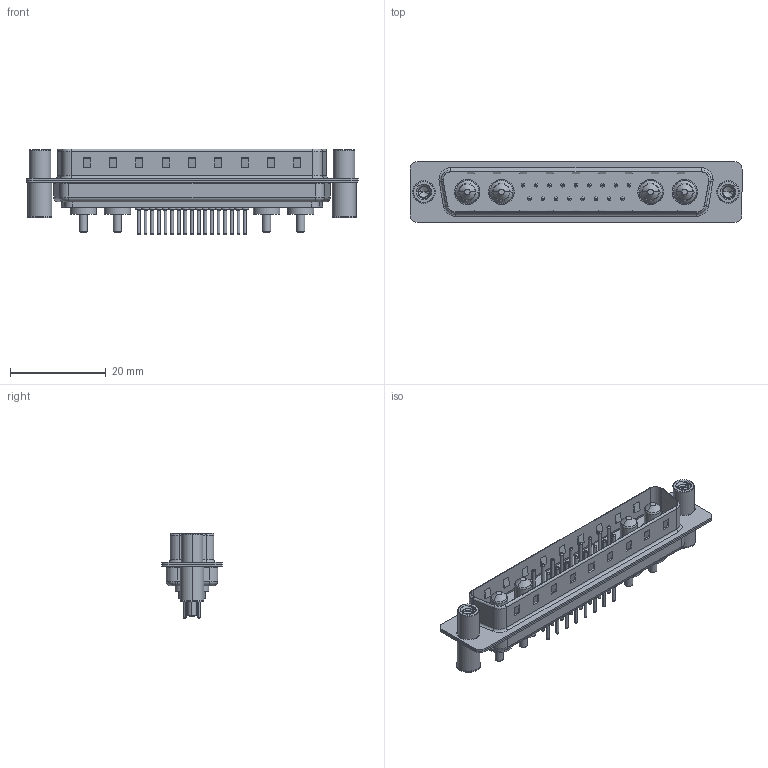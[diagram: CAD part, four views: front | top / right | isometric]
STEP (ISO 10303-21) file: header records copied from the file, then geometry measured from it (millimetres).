
FILE_DESCRIPTION (( 'STEP AP203' ), '1' );
FILE_NAME ('627-21W4624-1T4.STEP', '2019-05-30T18:41:01', ( '' ), ( '' ), 'SwSTEP 2.0', 'SolidWorks 2016', '' );
FILE_SCHEMA (( 'CONFIG_CONTROL_DESIGN' ));
Length unit declared in the file: millimetre
Products named in the file (8): 627Combo Housing_21W4; 627Combo Shell Rear_37 Contacts; 627Combo Shell Front_37 Contacts; 627Combo Threaded Standoff and Board Spacer_4; Power Pin_10A S; 627Combo Contact Row 1_24; 627Combo Contact Row 2_24; 627-21W4624-1T4
Assembly tree (26 placements, depth 2):
  627-21W4624-1T4
    627Combo Housing_21W4
    627Combo Shell Rear_37 Contacts
    627Combo Shell Front_37 Contacts
    627Combo Threaded Standoff and Board Spacer_4  x2
    Power Pin_10A S  x4
    627Combo Contact Row 1_24  x9
    627Combo Contact Row 2_24  x8
Bounding box: 69.3 x 12.6 x 17.9 mm (x, y, z)
Volume: 4270.6 mm3; surface area: 9621.1 mm2
Topology: 30 solids, 30 shells, 1287 faces, 2881 edges, 1760 vertices
Faces by surface type: cylinder 507, plane 368, torus 334, cone 58, bspline 20
Entity records: 23310 total; most frequent: CARTESIAN_POINT 5709, DIRECTION 3591, ORIENTED_EDGE 3244, EDGE_CURVE 1622, AXIS2_PLACEMENT_3D 1381, VERTEX_POINT 1027, VECTOR 829, LINE 829
